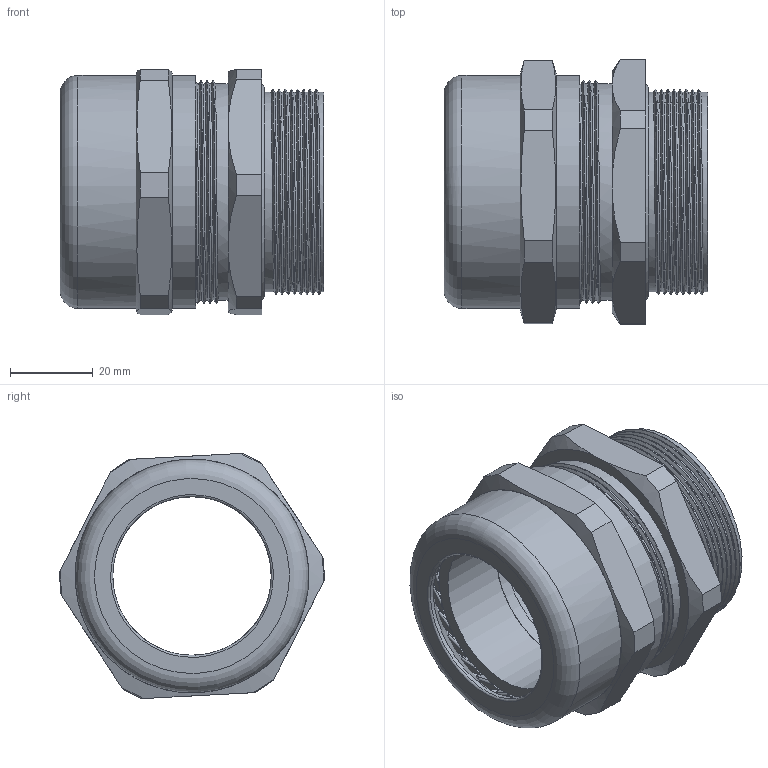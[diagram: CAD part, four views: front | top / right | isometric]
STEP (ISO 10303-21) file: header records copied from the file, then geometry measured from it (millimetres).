
FILE_DESCRIPTION(/* description */ ('Euro-Top M 50, L= 15 mm'),/* implementation_level */ '2;1');
FILE_NAME(/* name */ '60484550-RST.stp',/* time_stamp */ '2019-12-04T11:24:35+01:00',/* author */ ('sl'),/* organization */ (''),/* preprocessor_version */ 'ST-DEVELOPER v16.5',/* originating_system */ 'Autodesk Inventor 2017',/* authorisation */ '');
FILE_SCHEMA (('AUTOMOTIVE_DESIGN { 1 0 10303 214 3 1 1 }'));
Length unit declared in the file: millimetre
Products named in the file (6): 60484550; 60084550; 60084550_1; 60084550_2; 60084550_3; 60484550_1
Assembly tree (5 placements, depth 2):
  60484550
    60084550
    60084550_1
    60084550_2
    60084550_3
    60484550_1
Bounding box: 63.87 x 64.18 x 59.39 mm (x, y, z)
Volume: 51771.4 mm3; surface area: 50947.8 mm2
Topology: 5 solids, 5 shells, 390 faces, 1061 edges, 687 vertices
Faces by surface type: plane 166, cylinder 149, torus 33, bspline 30, cone 12
Full cylindrical faces by diameter (mm): 38.4 x1, 38.42 x1, 38.74 x1, 44.4 x1, 44.9 x1, 45 x1, 45.03 x1, 48.328 x8, 48.67 x1, 48.9 x2, 51.67 x2, 52.26 x15, 52.478 x8, 53.782 x15, 56.34 x1, 56.5 x1
Entity records: 18260 total; most frequent: CARTESIAN_POINT 9823, ORIENTED_EDGE 1764, DIRECTION 1689, EDGE_CURVE 882, AXIS2_PLACEMENT_3D 652, VERTEX_POINT 585, EDGE_LOOP 395, LINE 385
